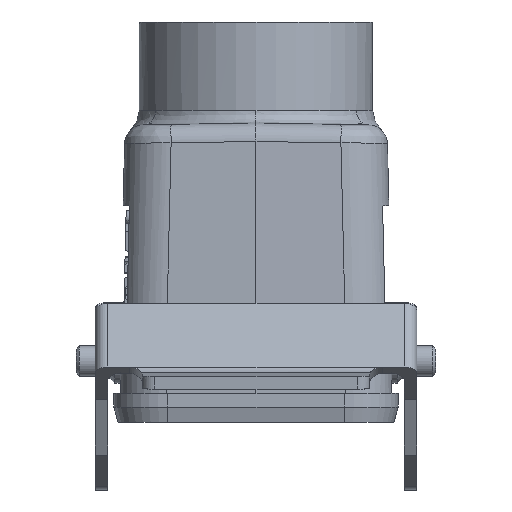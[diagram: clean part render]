
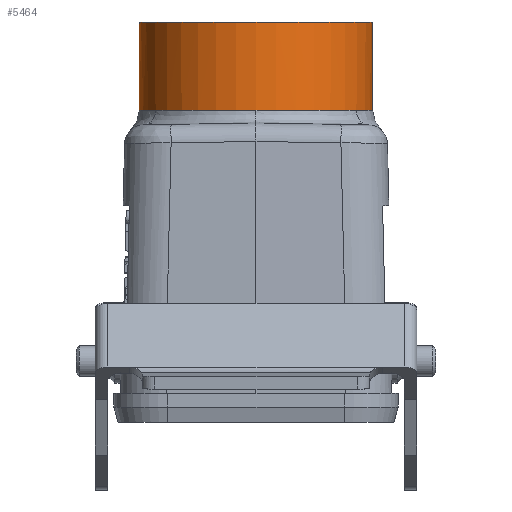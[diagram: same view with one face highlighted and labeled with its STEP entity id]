
A CAD part, left-side view. The second image highlights one B-rep face of the part: STEP entity #5464.
In plain terms, the highlighted cylindrical face has radius 18.5 mm (diameter 37 mm), a full revolution.
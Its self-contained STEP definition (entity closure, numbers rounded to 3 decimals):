
#4983=CARTESIAN_POINT('',(9.436,-15.913,37.85));
#4984=VERTEX_POINT('',#4983);
#4994=CARTESIAN_POINT('',(-9.436,-15.913,37.85));
#4995=VERTEX_POINT('',#4994);
#4996=CARTESIAN_POINT('',(-9.436,-15.913,37.85));
#4997=CARTESIAN_POINT('',(-8.016,-16.754,37.85));
#4998=CARTESIAN_POINT('',(-6.484,-17.405,37.85));
#4999=CARTESIAN_POINT('',(-4.892,-17.841,37.85));
#5000=CARTESIAN_POINT('',(-4.096,-18.06,37.85));
#5001=CARTESIAN_POINT('',(-3.286,-18.225,37.85));
#5002=CARTESIAN_POINT('',(-2.468,-18.335,37.85));
#5003=CARTESIAN_POINT('',(-1.651,-18.445,37.85));
#5004=CARTESIAN_POINT('',(-0.825,-18.5,37.85));
#5005=CARTESIAN_POINT('',(0.,-18.5,37.85));
#5006=CARTESIAN_POINT('',(0.825,-18.5,37.85));
#5007=CARTESIAN_POINT('',(1.65,-18.445,37.85));
#5008=CARTESIAN_POINT('',(2.468,-18.335,37.85));
#5009=CARTESIAN_POINT('',(3.286,-18.225,37.85));
#5010=CARTESIAN_POINT('',(4.097,-18.06,37.85));
#5011=CARTESIAN_POINT('',(4.892,-17.841,37.85));
#5012=CARTESIAN_POINT('',(6.484,-17.405,37.85));
#5013=CARTESIAN_POINT('',(8.017,-16.754,37.85));
#5014=CARTESIAN_POINT('',(9.436,-15.913,37.85));
#5015=B_SPLINE_CURVE_WITH_KNOTS('',3,(#4996,#4997,#4998,#4999,#5000,#5001,#5002,#5003,#5004,#5005,#5006,#5007,#5008,#5009,#5010,#5011,#5012,#5013,#5014),.UNSPECIFIED.,.F.,.U.,(4,3,3,3,3,3,4),(0.0,0.25,0.375,0.5,0.625,0.75,1.0),.UNSPECIFIED.);
#5016=EDGE_CURVE('',#4995,#4984,#5015,.T.);
#5091=CARTESIAN_POINT('',(-18.5,0.,37.85));
#5092=VERTEX_POINT('',#5091);
#5093=CARTESIAN_POINT('',(-18.5,0.,37.85));
#5094=CARTESIAN_POINT('',(-18.5,-3.193,37.85));
#5095=CARTESIAN_POINT('',(-17.655,-6.382,37.85));
#5096=CARTESIAN_POINT('',(-16.075,-9.157,37.85));
#5097=CARTESIAN_POINT('',(-14.495,-11.931,37.85));
#5098=CARTESIAN_POINT('',(-12.182,-14.284,37.85));
#5099=CARTESIAN_POINT('',(-9.436,-15.913,37.85));
#5100=B_SPLINE_CURVE_WITH_KNOTS('',3,(#5093,#5094,#5095,#5096,#5097,#5098,#5099),.UNSPECIFIED.,.F.,.U.,(4,3,4),(0.0,0.5,1.0),.UNSPECIFIED.);
#5101=EDGE_CURVE('',#5092,#4995,#5100,.T.);
#5158=CARTESIAN_POINT('',(-9.436,15.912,37.85));
#5159=VERTEX_POINT('',#5158);
#5160=CARTESIAN_POINT('',(-9.436,15.912,37.85));
#5161=CARTESIAN_POINT('',(-12.183,14.284,37.85));
#5162=CARTESIAN_POINT('',(-14.495,11.931,37.85));
#5163=CARTESIAN_POINT('',(-16.075,9.156,37.85));
#5164=CARTESIAN_POINT('',(-17.655,6.382,37.85));
#5165=CARTESIAN_POINT('',(-18.5,3.193,37.85));
#5166=CARTESIAN_POINT('',(-18.5,0.,37.85));
#5167=B_SPLINE_CURVE_WITH_KNOTS('',3,(#5160,#5161,#5162,#5163,#5164,#5165,#5166),.UNSPECIFIED.,.F.,.U.,(4,3,4),(0.0,0.5,1.0),.UNSPECIFIED.);
#5168=EDGE_CURVE('',#5159,#5092,#5167,.T.);
#5249=CARTESIAN_POINT('',(9.436,15.913,37.85));
#5250=VERTEX_POINT('',#5249);
#5251=CARTESIAN_POINT('',(9.436,15.913,37.85));
#5252=CARTESIAN_POINT('',(8.017,16.754,37.85));
#5253=CARTESIAN_POINT('',(6.484,17.405,37.85));
#5254=CARTESIAN_POINT('',(4.892,17.841,37.85));
#5255=CARTESIAN_POINT('',(4.096,18.06,37.85));
#5256=CARTESIAN_POINT('',(3.286,18.225,37.85));
#5257=CARTESIAN_POINT('',(2.468,18.335,37.85));
#5258=CARTESIAN_POINT('',(1.65,18.445,37.85));
#5259=CARTESIAN_POINT('',(0.825,18.5,37.85));
#5260=CARTESIAN_POINT('',(0.,18.5,37.85));
#5261=CARTESIAN_POINT('',(-0.825,18.5,37.85));
#5262=CARTESIAN_POINT('',(-1.65,18.445,37.85));
#5263=CARTESIAN_POINT('',(-2.468,18.335,37.85));
#5264=CARTESIAN_POINT('',(-3.286,18.225,37.85));
#5265=CARTESIAN_POINT('',(-4.097,18.06,37.85));
#5266=CARTESIAN_POINT('',(-4.892,17.841,37.85));
#5267=CARTESIAN_POINT('',(-6.484,17.405,37.85));
#5268=CARTESIAN_POINT('',(-8.017,16.754,37.85));
#5269=CARTESIAN_POINT('',(-9.436,15.912,37.85));
#5270=B_SPLINE_CURVE_WITH_KNOTS('',3,(#5251,#5252,#5253,#5254,#5255,#5256,#5257,#5258,#5259,#5260,#5261,#5262,#5263,#5264,#5265,#5266,#5267,#5268,#5269),.UNSPECIFIED.,.F.,.U.,(4,3,3,3,3,3,4),(0.0,0.25,0.375,0.5,0.625,0.75,1.0),.UNSPECIFIED.);
#5271=EDGE_CURVE('',#5250,#5159,#5270,.T.);
#5346=CARTESIAN_POINT('',(18.5,0.,37.85));
#5347=VERTEX_POINT('',#5346);
#5348=CARTESIAN_POINT('',(18.5,0.,37.85));
#5349=CARTESIAN_POINT('',(18.5,3.193,37.85));
#5350=CARTESIAN_POINT('',(17.655,6.382,37.85));
#5351=CARTESIAN_POINT('',(16.075,9.156,37.85));
#5352=CARTESIAN_POINT('',(14.495,11.931,37.85));
#5353=CARTESIAN_POINT('',(12.182,14.284,37.85));
#5354=CARTESIAN_POINT('',(9.436,15.913,37.85));
#5355=B_SPLINE_CURVE_WITH_KNOTS('',3,(#5348,#5349,#5350,#5351,#5352,#5353,#5354),.UNSPECIFIED.,.F.,.U.,(4,3,4),(0.0,0.5,1.0),.UNSPECIFIED.);
#5356=EDGE_CURVE('',#5347,#5250,#5355,.T.);
#5409=CARTESIAN_POINT('',(9.436,-15.913,37.85));
#5410=CARTESIAN_POINT('',(12.183,-14.284,37.85));
#5411=CARTESIAN_POINT('',(14.495,-11.931,37.85));
#5412=CARTESIAN_POINT('',(16.075,-9.156,37.85));
#5413=CARTESIAN_POINT('',(17.655,-6.382,37.85));
#5414=CARTESIAN_POINT('',(18.5,-3.193,37.85));
#5415=CARTESIAN_POINT('',(18.5,0.,37.85));
#5416=B_SPLINE_CURVE_WITH_KNOTS('',3,(#5409,#5410,#5411,#5412,#5413,#5414,#5415),.UNSPECIFIED.,.F.,.U.,(4,3,4),(0.0,0.5,1.0),.UNSPECIFIED.);
#5417=EDGE_CURVE('',#4984,#5347,#5416,.T.);
#5440=CARTESIAN_POINT('',(0.,0.0,35.35));
#5441=DIRECTION('',(0.0,0.0,1.0));
#5442=DIRECTION('',(1.0,0.0,0.0));
#5443=AXIS2_PLACEMENT_3D('',#5440,#5441,#5442);
#5444=CYLINDRICAL_SURFACE('',#5443,18.5);
#5445=CARTESIAN_POINT('',(-18.5,0.0,51.85));
#5446=VERTEX_POINT('',#5445);
#5447=CARTESIAN_POINT('',(0.,0.0,51.85));
#5448=DIRECTION('',(0.0,0.0,1.0));
#5449=DIRECTION('',(-1.0,0.0,0.0));
#5450=AXIS2_PLACEMENT_3D('',#5447,#5448,#5449);
#5451=CIRCLE('',#5450,18.5);
#5452=EDGE_CURVE('',#5446,#5446,#5451,.T.);
#5453=ORIENTED_EDGE('',*,*,#5452,.F.);
#5454=EDGE_LOOP('',(#5453));
#5455=FACE_OUTER_BOUND('',#5454,.T.);
#5456=ORIENTED_EDGE('',*,*,#5356,.T.);
#5457=ORIENTED_EDGE('',*,*,#5271,.T.);
#5458=ORIENTED_EDGE('',*,*,#5168,.T.);
#5459=ORIENTED_EDGE('',*,*,#5101,.T.);
#5460=ORIENTED_EDGE('',*,*,#5016,.T.);
#5461=ORIENTED_EDGE('',*,*,#5417,.T.);
#5462=EDGE_LOOP('',(#5456,#5457,#5458,#5459,#5460,#5461));
#5463=FACE_BOUND('',#5462,.T.);
#5464=ADVANCED_FACE('',(#5455,#5463),#5444,.T.);
